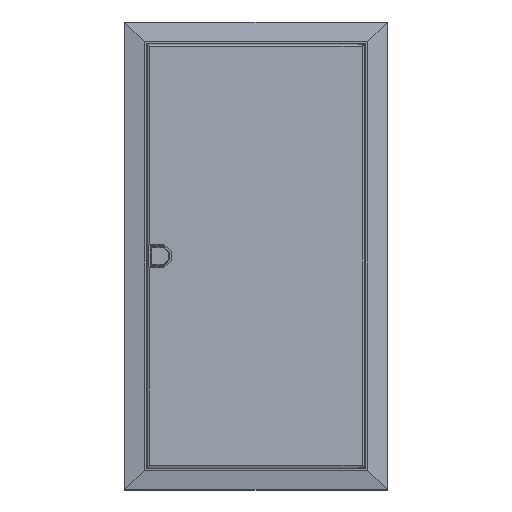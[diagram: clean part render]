
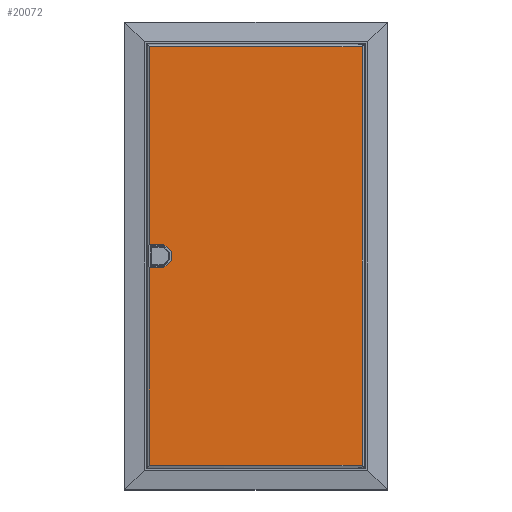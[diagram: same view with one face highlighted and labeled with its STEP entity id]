
A CAD part, top view. The second image highlights one B-rep face of the part: STEP entity #20072.
In plain terms, the highlighted planar face has unit normal (0, 0, 1).
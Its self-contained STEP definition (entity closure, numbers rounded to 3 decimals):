
#20072=ADVANCED_FACE('',(#36335),#36336,.F.);
#21918=VERTEX_POINT('',#38217);
#21922=VERTEX_POINT('',#38221);
#21926=EDGE_CURVE('',#21918,#21922,#38225,.F.);
#21928=VERTEX_POINT('',#38227);
#21932=EDGE_CURVE('',#21928,#21918,#38231,.F.);
#21934=VERTEX_POINT('',#38233);
#21938=EDGE_CURVE('',#21934,#21928,#38237,.F.);
#21940=VERTEX_POINT('',#38239);
#21944=EDGE_CURVE('',#21940,#21934,#38243,.F.);
#21946=VERTEX_POINT('',#38245);
#21950=EDGE_CURVE('',#21946,#21940,#38249,.F.);
#21952=VERTEX_POINT('',#38251);
#21956=EDGE_CURVE('',#21952,#21946,#38255,.F.);
#21958=VERTEX_POINT('',#38257);
#21960=EDGE_CURVE('',#21958,#21952,#38259,.F.);
#22012=VERTEX_POINT('',#38311);
#22016=VERTEX_POINT('',#38315);
#22018=EDGE_CURVE('',#22016,#22012,#38317,.T.);
#22224=VERTEX_POINT('',#38523);
#22228=EDGE_CURVE('',#22012,#22224,#38527,.T.);
#22232=VERTEX_POINT('',#38531);
#22234=EDGE_CURVE('',#21922,#22232,#38533,.T.);
#22236=EDGE_CURVE('',#22232,#22016,#38535,.T.);
#22238=EDGE_CURVE('',#22224,#21958,#38537,.T.);
#36335=FACE_OUTER_BOUND('',#64682,.T.);
#36336=PLANE('',#64683);
#38217=CARTESIAN_POINT('',(36.421,308.442,102.0));
#38221=CARTESIAN_POINT('',(34.5,309.138,102.0));
#38225=CIRCLE('',#67660,3.0);
#38227=CARTESIAN_POINT('',(54.597,308.442,102.0));
#38231=LINE('',#67669,#67670);
#38233=CARTESIAN_POINT('',(64.921,318.412,102.0));
#38237=LINE('',#67679,#67680);
#38239=CARTESIAN_POINT('',(64.921,331.485,102.0));
#38243=LINE('',#67689,#67690);
#38245=CARTESIAN_POINT('',(54.61,341.442,102.0));
#38249=LINE('',#67699,#67700);
#38251=CARTESIAN_POINT('',(36.421,341.442,102.0));
#38255=LINE('',#67709,#67710);
#38257=CARTESIAN_POINT('',(34.5,340.747,102.0));
#38259=CIRCLE('',#67715,3.0);
#38311=CARTESIAN_POINT('',(329.8,615.8,102.0));
#38315=CARTESIAN_POINT('',(329.8,34.2,102.0));
#38317=LINE('',#68140,#68141);
#38523=CARTESIAN_POINT('',(34.5,615.8,102.0));
#38527=LINE('',#68640,#68641);
#38531=CARTESIAN_POINT('',(34.5,34.2,102.0));
#38533=LINE('',#68650,#68651);
#38535=LINE('',#68654,#68655);
#38537=LINE('',#68658,#68659);
#64682=EDGE_LOOP('',(#84936,#84937,#84938,#84939,#84940,#84941,#84942,#84943,#84944,#84945,#84946,#84947));
#64683=AXIS2_PLACEMENT_3D('',#84948,#84949,#84950);
#67660=AXIS2_PLACEMENT_3D('',#85928,#85929,#85930);
#67669=CARTESIAN_POINT('',(62.719,308.442,102.0));
#67670=VECTOR('',#85932,1.0);
#67679=CARTESIAN_POINT('',(62.352,315.931,102.0));
#67680=VECTOR('',#85934,1.0);
#67689=CARTESIAN_POINT('',(64.921,316.743,102.0));
#67690=VECTOR('',#85936,1.0);
#67699=CARTESIAN_POINT('',(68.664,327.871,102.0));
#67700=VECTOR('',#85938,1.0);
#67709=CARTESIAN_POINT('',(53.631,341.442,102.0));
#67710=VECTOR('',#85940,1.0);
#67715=AXIS2_PLACEMENT_3D('',#85941,#85942,#85943);
#68140=CARTESIAN_POINT('',(329.8,34.2,102.0));
#68141=VECTOR('',#85964,581.6);
#68640=CARTESIAN_POINT('',(329.8,615.8,102.0));
#68641=VECTOR('',#86054,295.3);
#68650=CARTESIAN_POINT('',(34.5,309.75,102.0));
#68651=VECTOR('',#86056,275.55);
#68654=CARTESIAN_POINT('',(34.5,34.2,102.0));
#68655=VECTOR('',#86057,295.3);
#68658=CARTESIAN_POINT('',(34.5,615.8,102.0));
#68659=VECTOR('',#86058,275.55);
#84936=ORIENTED_EDGE('',*,*,#21960,.T.);
#84937=ORIENTED_EDGE('',*,*,#21956,.T.);
#84938=ORIENTED_EDGE('',*,*,#21950,.T.);
#84939=ORIENTED_EDGE('',*,*,#21944,.T.);
#84940=ORIENTED_EDGE('',*,*,#21938,.T.);
#84941=ORIENTED_EDGE('',*,*,#21932,.T.);
#84942=ORIENTED_EDGE('',*,*,#21926,.T.);
#84943=ORIENTED_EDGE('',*,*,#22234,.T.);
#84944=ORIENTED_EDGE('',*,*,#22236,.T.);
#84945=ORIENTED_EDGE('',*,*,#22018,.T.);
#84946=ORIENTED_EDGE('',*,*,#22228,.T.);
#84947=ORIENTED_EDGE('',*,*,#22238,.T.);
#84948=CARTESIAN_POINT('',(182.55,325.0,102.0));
#84949=DIRECTION('',(0.0,0.0,-1.0));
#84950=DIRECTION('',(1.0,0.0,0.0));
#85928=CARTESIAN_POINT('',(36.421,311.442,102.0));
#85929=DIRECTION('',(0.0,0.0,1.0));
#85930=DIRECTION('',(1.0,0.0,0.0));
#85932=DIRECTION('',(1.0,0.0,0.0));
#85934=DIRECTION('',(0.719,0.695,0.0));
#85936=DIRECTION('',(0.0,1.0,0.0));
#85938=DIRECTION('',(-0.719,0.695,0.0));
#85940=DIRECTION('',(-1.0,0.0,0.0));
#85941=CARTESIAN_POINT('',(36.421,338.442,102.0));
#85942=DIRECTION('',(0.0,0.0,1.0));
#85943=DIRECTION('',(1.0,0.0,0.0));
#85964=DIRECTION('',(0.0,1.0,0.0));
#86054=DIRECTION('',(-1.0,0.0,0.0));
#86056=DIRECTION('',(0.0,-1.0,0.0));
#86057=DIRECTION('',(1.0,0.0,0.0));
#86058=DIRECTION('',(0.0,-1.0,0.0));
